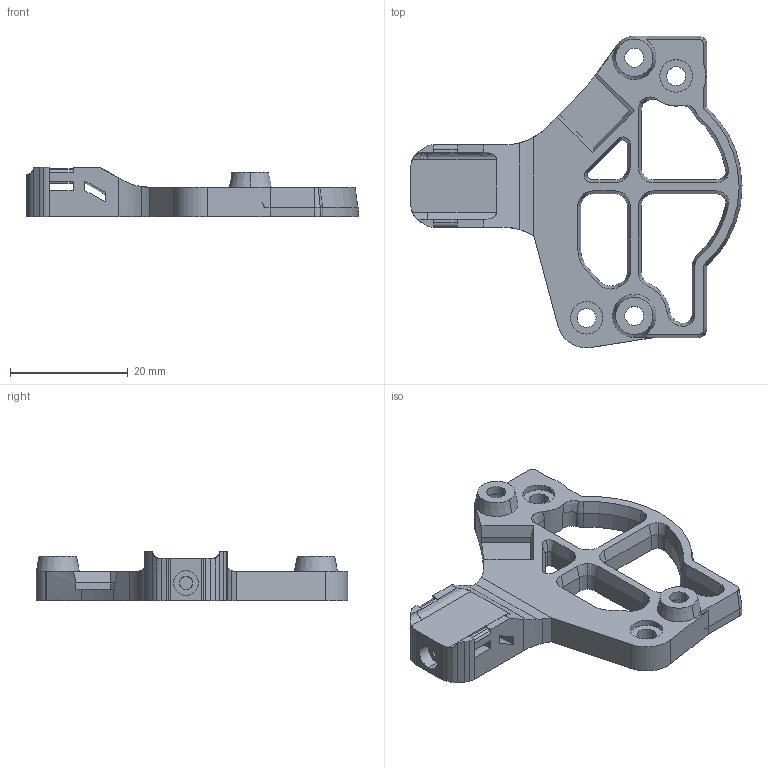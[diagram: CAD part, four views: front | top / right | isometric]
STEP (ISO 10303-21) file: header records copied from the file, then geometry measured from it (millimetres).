
FILE_DESCRIPTION (( 'STEP AP214' ), '1' );
FILE_NAME ('Papilio_EBB36_Mount.STEP', '2023-12-21T09:03:10', ( '' ), ( '' ), 'SwSTEP 2.0', 'SolidWorks 2023', '' );
FILE_SCHEMA (( 'AUTOMOTIVE_DESIGN' ));
Length unit declared in the file: millimetre
Products named in the file (5): STH-36_sherpa_mini_mounting_plate_overmold_strain; Papilio_EBB36_Mount; overmold strain relief brackets; Mellow_SHT-36_and_BTT_EBB36_1.1_1.2_mounts; Mellow_SHT-36_and_BTT_EBB36_1.1_1.2_mounts(2)
Assembly tree (4 placements, depth 5):
  Papilio_EBB36_Mount
    Mellow_SHT-36_and_BTT_EBB36_1.1_1.2_mounts
      Mellow_SHT-36_and_BTT_EBB36_1.1_1.2_mounts(2)
        overmold strain relief brackets
          STH-36_sherpa_mini_mounting_plate_overmold_strain
Bounding box: 56.38 x 52.92 x 8.36 mm (x, y, z)
Volume: 5937.6 mm3; surface area: 5144.9 mm2
Topology: 1 solids, 1 shells, 241 faces, 645 edges, 406 vertices
Faces by surface type: cylinder 99, plane 79, cone 52, bspline 11
Entity records: 8132 total; most frequent: CARTESIAN_POINT 1867, DIRECTION 1344, ORIENTED_EDGE 1290, EDGE_CURVE 645, AXIS2_PLACEMENT_3D 503, VERTEX_POINT 406, VECTOR 338, LINE 338
